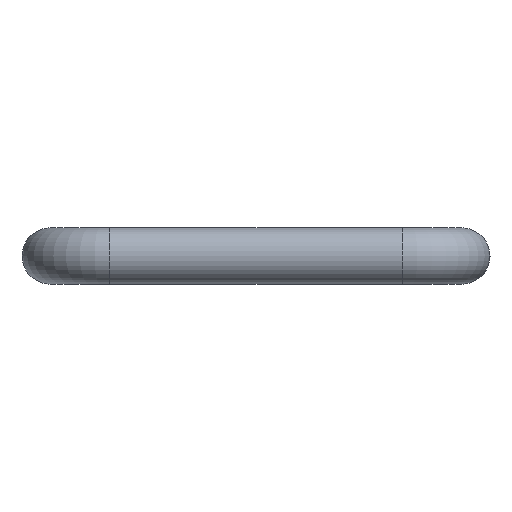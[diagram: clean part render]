
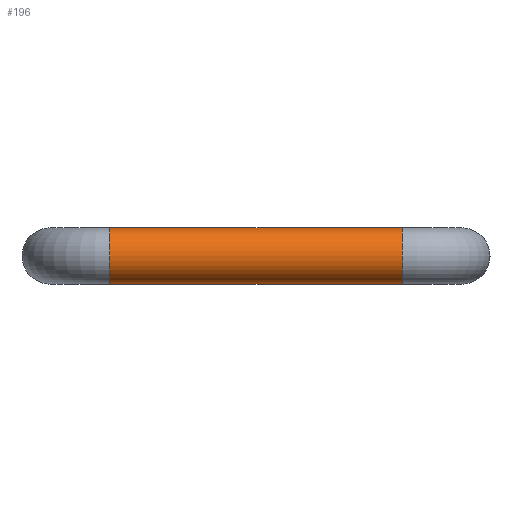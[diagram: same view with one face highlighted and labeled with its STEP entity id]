
A CAD part, left-side view. The second image highlights one B-rep face of the part: STEP entity #196.
In plain terms, the highlighted cylindrical face has radius 0.8 mm (diameter 1.6 mm), a full revolution.
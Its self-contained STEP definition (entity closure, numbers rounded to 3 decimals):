
#20=LINE('',#382,#25);
#25=VECTOR('',#318,0.8);
#30=CYLINDRICAL_SURFACE('',#245,0.8);
#39=FACE_OUTER_BOUND('',#50,.T.);
#50=EDGE_LOOP('',(#170,#171,#172,#173,#174,#175,#176));
#68=CIRCLE('',#231,0.8);
#69=CIRCLE('',#232,0.8);
#70=CIRCLE('',#233,0.8);
#71=CIRCLE('',#235,0.8);
#72=CIRCLE('',#236,0.8);
#89=VERTEX_POINT('',#354);
#90=VERTEX_POINT('',#356);
#91=VERTEX_POINT('',#358);
#92=VERTEX_POINT('',#362);
#93=VERTEX_POINT('',#363);
#112=EDGE_CURVE('',#89,#90,#68,.T.);
#113=EDGE_CURVE('',#90,#91,#69,.T.);
#114=EDGE_CURVE('',#91,#89,#70,.T.);
#115=EDGE_CURVE('',#92,#93,#71,.T.);
#116=EDGE_CURVE('',#93,#92,#72,.T.);
#125=EDGE_CURVE('',#90,#92,#20,.T.);
#170=ORIENTED_EDGE('',*,*,#114,.F.);
#171=ORIENTED_EDGE('',*,*,#113,.F.);
#172=ORIENTED_EDGE('',*,*,#125,.T.);
#173=ORIENTED_EDGE('',*,*,#115,.T.);
#174=ORIENTED_EDGE('',*,*,#116,.T.);
#175=ORIENTED_EDGE('',*,*,#125,.F.);
#176=ORIENTED_EDGE('',*,*,#112,.F.);
#196=ADVANCED_FACE('',(#39),#30,.T.);
#231=AXIS2_PLACEMENT_3D('',#357,#285,#286);
#232=AXIS2_PLACEMENT_3D('',#359,#287,#288);
#233=AXIS2_PLACEMENT_3D('',#360,#289,#290);
#235=AXIS2_PLACEMENT_3D('',#364,#293,#294);
#236=AXIS2_PLACEMENT_3D('',#365,#295,#296);
#245=AXIS2_PLACEMENT_3D('',#381,#316,#317);
#285=DIRECTION('center_axis',(0.,1.,0.));
#286=DIRECTION('ref_axis',(0.,0.,1.));
#287=DIRECTION('center_axis',(0.,1.,0.));
#288=DIRECTION('ref_axis',(0.,0.,1.));
#289=DIRECTION('center_axis',(0.,1.,0.));
#290=DIRECTION('ref_axis',(0.,0.,1.));
#293=DIRECTION('center_axis',(0.,1.,0.));
#294=DIRECTION('ref_axis',(0.,0.,1.));
#295=DIRECTION('center_axis',(0.,1.,0.));
#296=DIRECTION('ref_axis',(0.,0.,1.));
#316=DIRECTION('center_axis',(0.,1.,0.));
#317=DIRECTION('ref_axis',(0.,0.,1.));
#318=DIRECTION('',(0.,-1.,0.));
#354=CARTESIAN_POINT('',(-60.9,1.35,0.));
#356=CARTESIAN_POINT('',(-61.7,1.35,-0.8));
#357=CARTESIAN_POINT('Origin',(-61.7,1.35,0.));
#358=CARTESIAN_POINT('',(-61.7,1.35,0.8));
#359=CARTESIAN_POINT('Origin',(-61.7,1.35,0.));
#360=CARTESIAN_POINT('Origin',(-61.7,1.35,0.));
#362=CARTESIAN_POINT('',(-61.7,-6.95,-0.8));
#363=CARTESIAN_POINT('',(-60.9,-6.95,0.));
#364=CARTESIAN_POINT('Origin',(-61.7,-6.95,0.));
#365=CARTESIAN_POINT('Origin',(-61.7,-6.95,0.));
#381=CARTESIAN_POINT('Origin',(-61.7,-6.95,0.));
#382=CARTESIAN_POINT('',(-61.7,-6.95,-0.8));
